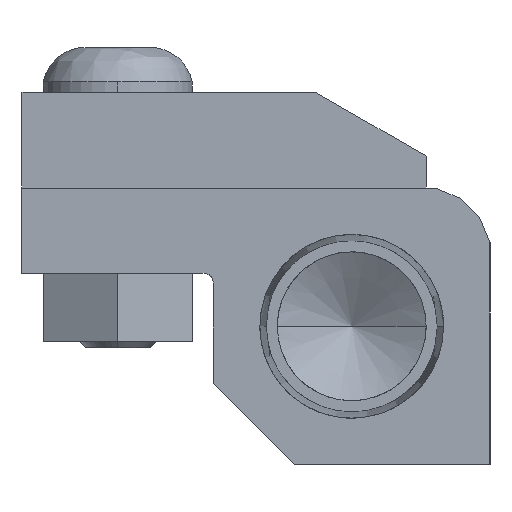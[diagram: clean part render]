
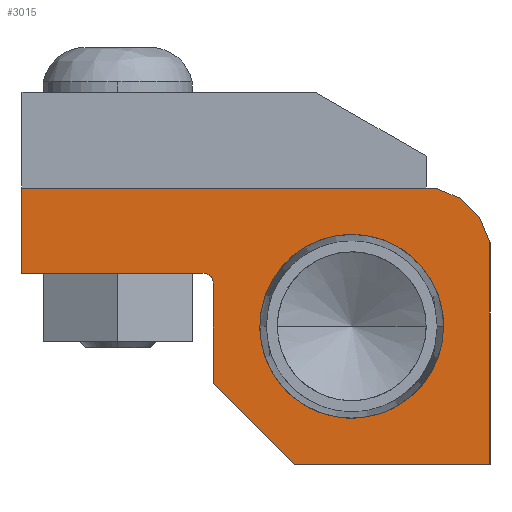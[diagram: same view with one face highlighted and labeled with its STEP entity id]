
A CAD part, left-side view. The second image highlights one B-rep face of the part: STEP entity #3015.
In plain terms, the highlighted planar face has unit normal (-1, 0, 0).
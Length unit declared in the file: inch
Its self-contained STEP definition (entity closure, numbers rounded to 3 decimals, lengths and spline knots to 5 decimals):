
#2860=CARTESIAN_POINT('',(-60.51205,-1.0883,-0.40625));
#2861=DIRECTION('',(-1.0,0.0,0.0));
#2862=DIRECTION('',(0.0,0.0,1.0));
#2863=AXIS2_PLACEMENT_3D('',#2860,#2861,#2862);
#2864=PLANE('',#2863);
#2865=CARTESIAN_POINT('',(-60.51205,-0.2758,-0.57445));
#2866=VERTEX_POINT('',#2865);
#2867=CARTESIAN_POINT('',(-60.51205,-0.51385,-0.8125));
#2868=VERTEX_POINT('',#2867);
#2869=CARTESIAN_POINT('',(-60.51205,-0.51385,-0.8125));
#2870=DIRECTION('',(0.0,0.707,0.707));
#2871=VECTOR('',#2870,0.33665);
#2872=LINE('',#2869,#2871);
#2873=EDGE_CURVE('',#2866,#2868,#2872,.F.);
#2874=ORIENTED_EDGE('',*,*,#2873,.T.);
#2875=CARTESIAN_POINT('',(-60.51205,-1.0883,-0.8125));
#2876=VERTEX_POINT('',#2875);
#2877=CARTESIAN_POINT('',(-60.51205,-1.0883,-0.8125));
#2878=DIRECTION('',(0.0,1.0,0.0));
#2879=VECTOR('',#2878,0.57445);
#2880=LINE('',#2877,#2879);
#2881=EDGE_CURVE('',#2868,#2876,#2880,.F.);
#2882=ORIENTED_EDGE('',*,*,#2881,.T.);
#2883=CARTESIAN_POINT('',(-60.51205,-1.0883,-0.1608));
#2884=VERTEX_POINT('',#2883);
#2885=CARTESIAN_POINT('',(-60.51205,-1.0883,-0.1608));
#2886=DIRECTION('',(0.0,0.0,-1.0));
#2887=VECTOR('',#2886,0.6517);
#2888=LINE('',#2885,#2887);
#2889=EDGE_CURVE('',#2876,#2884,#2888,.F.);
#2890=ORIENTED_EDGE('',*,*,#2889,.T.);
#2891=CARTESIAN_POINT('',(-60.51205,-1.05769,-0.08689));
#2892=VERTEX_POINT('',#2891);
#2893=CARTESIAN_POINT('',(-60.51205,-1.05769,-0.08689));
#2894=DIRECTION('',(0.0,-0.383,-0.924));
#2895=VECTOR('',#2894,0.08);
#2896=LINE('',#2893,#2895);
#2897=EDGE_CURVE('',#2884,#2892,#2896,.F.);
#2898=ORIENTED_EDGE('',*,*,#2897,.T.);
#2899=CARTESIAN_POINT('',(-60.51205,-1.00112,-0.03032));
#2900=VERTEX_POINT('',#2899);
#2901=CARTESIAN_POINT('',(-60.51205,-1.00112,-0.03032));
#2902=DIRECTION('',(0.0,-0.707,-0.707));
#2903=VECTOR('',#2902,0.08);
#2904=LINE('',#2901,#2903);
#2905=EDGE_CURVE('',#2892,#2900,#2904,.F.);
#2906=ORIENTED_EDGE('',*,*,#2905,.T.);
#2907=CARTESIAN_POINT('',(-60.51205,-0.92792,0.));
#2908=VERTEX_POINT('',#2907);
#2909=CARTESIAN_POINT('',(-60.51205,-0.92792,0.));
#2910=DIRECTION('',(0.0,-0.924,-0.383));
#2911=VECTOR('',#2910,0.07923);
#2912=LINE('',#2909,#2911);
#2913=EDGE_CURVE('',#2900,#2908,#2912,.F.);
#2914=ORIENTED_EDGE('',*,*,#2913,.T.);
#2915=CARTESIAN_POINT('',(-60.51205,0.2867,0.));
#2916=VERTEX_POINT('',#2915);
#2917=CARTESIAN_POINT('',(-60.51205,0.2867,0.));
#2918=DIRECTION('',(0.0,-1.0,0.0));
#2919=VECTOR('',#2918,1.21462);
#2920=LINE('',#2917,#2919);
#2921=EDGE_CURVE('',#2908,#2916,#2920,.F.);
#2922=ORIENTED_EDGE('',*,*,#2921,.T.);
#2923=CARTESIAN_POINT('',(-60.51205,0.2867,-0.2498));
#2924=VERTEX_POINT('',#2923);
#2925=CARTESIAN_POINT('',(-60.51205,0.2867,-0.2498));
#2926=DIRECTION('',(0.0,0.0,1.0));
#2927=VECTOR('',#2926,0.2498);
#2928=LINE('',#2925,#2927);
#2929=EDGE_CURVE('',#2916,#2924,#2928,.F.);
#2930=ORIENTED_EDGE('',*,*,#2929,.T.);
#2931=CARTESIAN_POINT('',(-60.51205,-0.2448,-0.2498));
#2932=VERTEX_POINT('',#2931);
#2933=CARTESIAN_POINT('',(-60.51205,-0.2448,-0.2498));
#2934=DIRECTION('',(0.0,1.0,0.0));
#2935=VECTOR('',#2934,0.5315);
#2936=LINE('',#2933,#2935);
#2937=EDGE_CURVE('',#2924,#2932,#2936,.F.);
#2938=ORIENTED_EDGE('',*,*,#2937,.T.);
#2939=CARTESIAN_POINT('',(-60.51205,-0.26672,-0.25888));
#2940=VERTEX_POINT('',#2939);
#2941=CARTESIAN_POINT('',(-60.51205,-0.25057,-0.26687));
#2942=DIRECTION('',(-1.0,0.0,0.0));
#2943=DIRECTION('',(0.0,0.924,0.383));
#2944=AXIS2_PLACEMENT_3D('',#2941,#2942,#2943);
#2945=ELLIPSE('',#2944,0.023,0.01584);
#2946=EDGE_CURVE('',#2932,#2940,#2945,.F.);
#2947=ORIENTED_EDGE('',*,*,#2946,.T.);
#2948=CARTESIAN_POINT('',(-60.51205,-0.2758,-0.2808));
#2949=VERTEX_POINT('',#2948);
#2950=CARTESIAN_POINT('',(-60.51205,-0.25873,-0.27503));
#2951=DIRECTION('',(-1.0,0.0,0.0));
#2952=DIRECTION('',(0.0,-0.383,-0.924));
#2953=AXIS2_PLACEMENT_3D('',#2950,#2951,#2952);
#2954=ELLIPSE('',#2953,0.023,0.01584);
#2955=EDGE_CURVE('',#2940,#2949,#2954,.F.);
#2956=ORIENTED_EDGE('',*,*,#2955,.T.);
#2957=CARTESIAN_POINT('',(-60.51205,-0.2758,-0.57445));
#2958=DIRECTION('',(0.0,0.0,1.0));
#2959=VECTOR('',#2958,0.29365);
#2960=LINE('',#2957,#2959);
#2961=EDGE_CURVE('',#2949,#2866,#2960,.F.);
#2962=ORIENTED_EDGE('',*,*,#2961,.T.);
#2963=EDGE_LOOP('',(#2874,#2882,#2890,#2898,#2906,#2914,#2922,#2930,#2938,#2947,#2956,#2962));
#2964=FACE_OUTER_BOUND('',#2963,.T.);
#2965=CARTESIAN_POINT('',(-60.51205,-0.41205,-0.40625));
#2966=VERTEX_POINT('',#2965);
#2967=CARTESIAN_POINT('',(-60.51205,-0.95205,-0.40625));
#2968=VERTEX_POINT('',#2967);
#2969=CARTESIAN_POINT('',(-60.51205,-0.41205,-0.40625));
#2970=CARTESIAN_POINT('',(-60.51205,-0.41205,-0.35603));
#2971=CARTESIAN_POINT('',(-60.51205,-0.42742,-0.29915));
#2972=CARTESIAN_POINT('',(-60.51205,-0.46092,-0.25133));
#2973=CARTESIAN_POINT('',(-60.51205,-0.49405,-0.20404));
#2974=CARTESIAN_POINT('',(-60.51205,-0.5443,-0.16758));
#2975=CARTESIAN_POINT('',(-60.51205,-0.59659,-0.15013));
#2976=CARTESIAN_POINT('',(-60.51205,-0.62543,-0.14051));
#2977=CARTESIAN_POINT('',(-60.51205,-0.65466,-0.13625));
#2978=CARTESIAN_POINT('',(-60.51205,-0.68205,-0.13625));
#2979=CARTESIAN_POINT('',(-60.51205,-0.73227,-0.13625));
#2980=CARTESIAN_POINT('',(-60.51205,-0.78915,-0.15162));
#2981=CARTESIAN_POINT('',(-60.51205,-0.83697,-0.18512));
#2982=CARTESIAN_POINT('',(-60.51205,-0.88427,-0.21825));
#2983=CARTESIAN_POINT('',(-60.51205,-0.92072,-0.2685));
#2984=CARTESIAN_POINT('',(-60.51205,-0.93817,-0.32079));
#2985=CARTESIAN_POINT('',(-60.51205,-0.94779,-0.34963));
#2986=CARTESIAN_POINT('',(-60.51205,-0.95205,-0.37885));
#2987=CARTESIAN_POINT('',(-60.51205,-0.95205,-0.40625));
#2988=B_SPLINE_CURVE_WITH_KNOTS('',3,(#2969,#2970,#2971,#2972,#2973,#2974,#2975,#2976,#2977,#2978,#2979,#2980,#2981,#2982,#2983,#2984,#2985,#2986,#2987),.UNSPECIFIED.,.F.,.U.,(4,3,3,3,3,3,4),(0.0,0.19727,0.39238,0.5,0.69727,0.89238,1.0),.UNSPECIFIED.);
#2989=EDGE_CURVE('',#2966,#2968,#2988,.T.);
#2990=ORIENTED_EDGE('',*,*,#2989,.T.);
#2991=CARTESIAN_POINT('',(-60.51205,-0.95205,-0.40625));
#2992=CARTESIAN_POINT('',(-60.51205,-0.95205,-0.45647));
#2993=CARTESIAN_POINT('',(-60.51205,-0.93669,-0.51335));
#2994=CARTESIAN_POINT('',(-60.51205,-0.90319,-0.56117));
#2995=CARTESIAN_POINT('',(-60.51205,-0.87005,-0.60846));
#2996=CARTESIAN_POINT('',(-60.51205,-0.8198,-0.64492));
#2997=CARTESIAN_POINT('',(-60.51205,-0.76751,-0.66237));
#2998=CARTESIAN_POINT('',(-60.51205,-0.73867,-0.67199));
#2999=CARTESIAN_POINT('',(-60.51205,-0.70945,-0.67625));
#3000=CARTESIAN_POINT('',(-60.51205,-0.68205,-0.67625));
#3001=CARTESIAN_POINT('',(-60.51205,-0.63184,-0.67625));
#3002=CARTESIAN_POINT('',(-60.51205,-0.57495,-0.66088));
#3003=CARTESIAN_POINT('',(-60.51205,-0.52714,-0.62738));
#3004=CARTESIAN_POINT('',(-60.51205,-0.47984,-0.59425));
#3005=CARTESIAN_POINT('',(-60.51205,-0.44338,-0.544));
#3006=CARTESIAN_POINT('',(-60.51205,-0.42593,-0.49171));
#3007=CARTESIAN_POINT('',(-60.51205,-0.41631,-0.46287));
#3008=CARTESIAN_POINT('',(-60.51205,-0.41205,-0.43365));
#3009=CARTESIAN_POINT('',(-60.51205,-0.41205,-0.40625));
#3010=B_SPLINE_CURVE_WITH_KNOTS('',3,(#2991,#2992,#2993,#2994,#2995,#2996,#2997,#2998,#2999,#3000,#3001,#3002,#3003,#3004,#3005,#3006,#3007,#3008,#3009),.UNSPECIFIED.,.F.,.U.,(4,3,3,3,3,3,4),(0.0,0.19727,0.39238,0.5,0.69727,0.89238,1.0),.UNSPECIFIED.);
#3011=EDGE_CURVE('',#2968,#2966,#3010,.T.);
#3012=ORIENTED_EDGE('',*,*,#3011,.T.);
#3013=EDGE_LOOP('',(#2990,#3012));
#3014=FACE_BOUND('',#3013,.T.);
#3015=ADVANCED_FACE('',(#2964,#3014),#2864,.T.);
